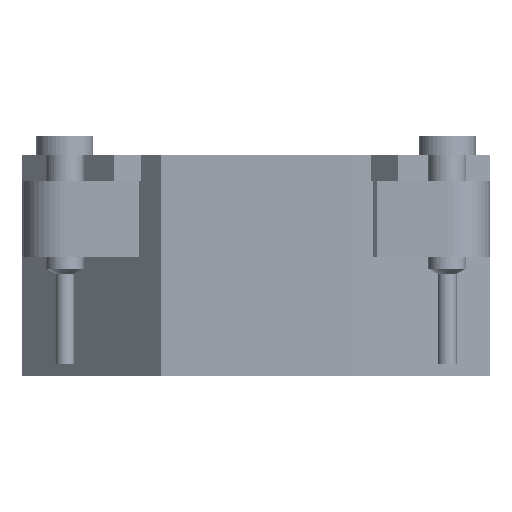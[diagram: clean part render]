
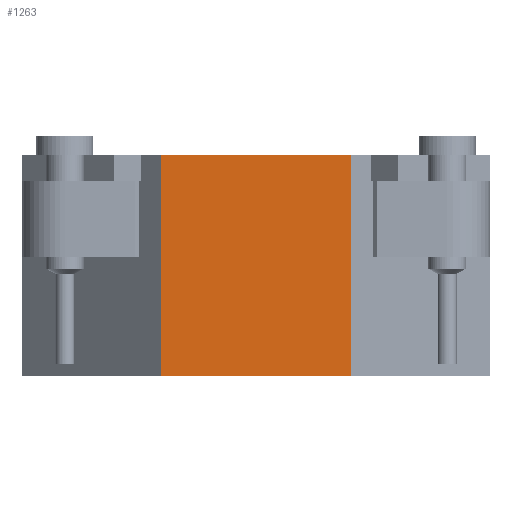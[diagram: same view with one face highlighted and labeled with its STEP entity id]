
A CAD part, left-side view. The second image highlights one B-rep face of the part: STEP entity #1263.
In plain terms, the highlighted free-form (B-spline) face has degree [1, 1] with [2, 2] control points.
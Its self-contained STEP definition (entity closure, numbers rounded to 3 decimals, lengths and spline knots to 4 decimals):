
#1184 = VERTEX_POINT('',#1185);
#1185 = CARTESIAN_POINT('',(-5.4904,2.2282,0.));
#1190 = EDGE_CURVE('',#1191,#1184,#1193,.T.);
#1191 = VERTEX_POINT('',#1192);
#1192 = CARTESIAN_POINT('',(-5.4904,2.2282,
    5.2052));
#1193 = B_SPLINE_CURVE_WITH_KNOTS('',1,(#1194,#1195),.UNSPECIFIED.,.F.,
  .F.,(2,2),(-0.,5.84),.PIECEWISE_BEZIER_KNOTS.);
#1194 = CARTESIAN_POINT('',(-5.4904,2.2282,
    5.2052));
#1195 = CARTESIAN_POINT('',(-5.4904,2.2282,0.));
#1263 = ADVANCED_FACE('',(#1264),#1286,.F.);
#1264 = FACE_BOUND('',#1265,.T.);
#1265 = EDGE_LOOP('',(#1266,#1273,#1280,#1285));
#1266 = ORIENTED_EDGE('',*,*,#1267,.T.);
#1267 = EDGE_CURVE('',#1184,#1268,#1270,.T.);
#1268 = VERTEX_POINT('',#1269);
#1269 = CARTESIAN_POINT('',(-5.4904,-2.2282,0.));
#1270 = B_SPLINE_CURVE_WITH_KNOTS('',1,(#1271,#1272),.UNSPECIFIED.,.F.,
  .F.,(2,2),(0.,5.),.PIECEWISE_BEZIER_KNOTS.);
#1271 = CARTESIAN_POINT('',(-5.4904,2.2282,0.));
#1272 = CARTESIAN_POINT('',(-5.4904,-2.2282,0.));
#1273 = ORIENTED_EDGE('',*,*,#1274,.F.);
#1274 = EDGE_CURVE('',#1275,#1268,#1277,.T.);
#1275 = VERTEX_POINT('',#1276);
#1276 = CARTESIAN_POINT('',(-5.4904,-2.2282,
    5.2052));
#1277 = B_SPLINE_CURVE_WITH_KNOTS('',1,(#1278,#1279),.UNSPECIFIED.,.F.,
  .F.,(2,2),(-0.,5.84),.PIECEWISE_BEZIER_KNOTS.);
#1278 = CARTESIAN_POINT('',(-5.4904,-2.2282,
    5.2052));
#1279 = CARTESIAN_POINT('',(-5.4904,-2.2282,0.));
#1280 = ORIENTED_EDGE('',*,*,#1281,.F.);
#1281 = EDGE_CURVE('',#1191,#1275,#1282,.T.);
#1282 = B_SPLINE_CURVE_WITH_KNOTS('',1,(#1283,#1284),.UNSPECIFIED.,.F.,
  .F.,(2,2),(0.,5.),.PIECEWISE_BEZIER_KNOTS.);
#1283 = CARTESIAN_POINT('',(-5.4904,2.2282,
    5.2052));
#1284 = CARTESIAN_POINT('',(-5.4904,-2.2282,
    5.2052));
#1285 = ORIENTED_EDGE('',*,*,#1190,.T.);
#1286 = B_SPLINE_SURFACE_WITH_KNOTS('',1,1,(
    (#1287,#1288)
    ,(#1289,#1290
    )),.UNSPECIFIED.,.F.,.F.,.F.,(2,2),(2,2),(-0.,5.84),(-5.,0.),
  .PIECEWISE_BEZIER_KNOTS.);
#1287 = CARTESIAN_POINT('',(-5.4904,-2.2282,
    5.2052));
#1288 = CARTESIAN_POINT('',(-5.4904,2.2282,
    5.2052));
#1289 = CARTESIAN_POINT('',(-5.4904,-2.2282,0.));
#1290 = CARTESIAN_POINT('',(-5.4904,2.2282,0.));
